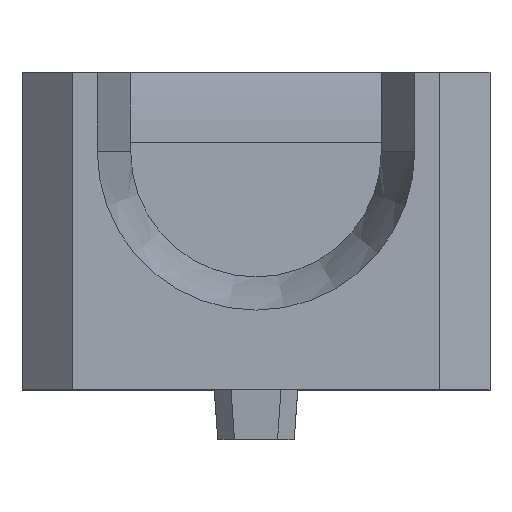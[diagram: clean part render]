
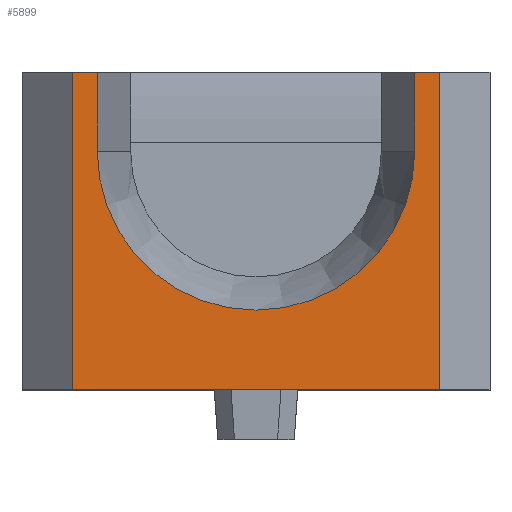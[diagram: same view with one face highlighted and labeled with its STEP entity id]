
A CAD part, top view. The second image highlights one B-rep face of the part: STEP entity #5899.
In plain terms, the highlighted planar face has unit normal (0, 0, 1).
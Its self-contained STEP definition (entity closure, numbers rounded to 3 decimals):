
#27 = EDGE_CURVE ( 'NONE', #7315, #5148, #7479, .T. ) ;
#63 = VECTOR ( 'NONE', #6350, 1000. ) ;
#76 = ORIENTED_EDGE ( 'NONE', *, *, #1723, .F. ) ;
#290 = DIRECTION ( 'NONE',  ( 0., 1., 0. ) ) ;
#374 = ORIENTED_EDGE ( 'NONE', *, *, #27, .T. ) ;
#551 = EDGE_CURVE ( 'NONE', #7315, #6379, #7240, .T. ) ;
#559 = VERTEX_POINT ( 'NONE', #2073 ) ;
#590 = DIRECTION ( 'NONE',  ( 0., 0., -1. ) ) ;
#707 = ORIENTED_EDGE ( 'NONE', *, *, #5434, .T. ) ;
#929 = DIRECTION ( 'NONE',  ( 1., 0., 0. ) ) ;
#1030 = VECTOR ( 'NONE', #290, 1000. ) ;
#1088 = DIRECTION ( 'NONE',  ( -1., 0., 0. ) ) ;
#1174 = CARTESIAN_POINT ( 'NONE',  ( 23.5, 18.975, 0. ) ) ;
#1200 = CARTESIAN_POINT ( 'NONE',  ( 3., 18.975, 0. ) ) ;
#1260 = CARTESIAN_POINT ( 'NONE',  ( 25., 18.975, 0. ) ) ;
#1404 = CARTESIAN_POINT ( 'NONE',  ( 23.5, 14.25, 0. ) ) ;
#1572 = VECTOR ( 'NONE', #929, 1000. ) ;
#1614 = CARTESIAN_POINT ( 'NONE',  ( 4.5, 18.975, 0. ) ) ;
#1723 = EDGE_CURVE ( 'NONE', #5530, #7502, #5527, .T. ) ;
#2037 = CARTESIAN_POINT ( 'NONE',  ( 0., 18.975, 0. ) ) ;
#2049 = DIRECTION ( 'NONE',  ( 1., 0., 0. ) ) ;
#2055 = LINE ( 'NONE', #3862, #2112 ) ;
#2073 = CARTESIAN_POINT ( 'NONE',  ( 4.5, 14.25, 0. ) ) ;
#2112 = VECTOR ( 'NONE', #3899, 1000. ) ;
#2354 = DIRECTION ( 'NONE',  ( 0., -1., 0. ) ) ;
#2360 = EDGE_CURVE ( 'NONE', #5148, #559, #3206, .T. ) ;
#2458 = CARTESIAN_POINT ( 'NONE',  ( 0., 0., 0. ) ) ;
#2594 = AXIS2_PLACEMENT_3D ( 'NONE', #7543, #590, #3417 ) ;
#2604 = VERTEX_POINT ( 'NONE', #3942 ) ;
#2867 = EDGE_CURVE ( 'NONE', #5530, #3887, #2055, .T. ) ;
#2931 = FACE_OUTER_BOUND ( 'NONE', #5171, .T. ) ;
#2992 = VECTOR ( 'NONE', #3074, 1000. ) ;
#3074 = DIRECTION ( 'NONE',  ( 1., 0., 0. ) ) ;
#3191 = CARTESIAN_POINT ( 'NONE',  ( 25., 18.975, 0. ) ) ;
#3206 = CIRCLE ( 'NONE', #2594, 9.5 ) ;
#3315 = CARTESIAN_POINT ( 'NONE',  ( 0., 18.975, 0. ) ) ;
#3377 = LINE ( 'NONE', #1614, #63 ) ;
#3417 = DIRECTION ( 'NONE',  ( -1., 0., 0. ) ) ;
#3862 = CARTESIAN_POINT ( 'NONE',  ( 3., 18.975, 0. ) ) ;
#3887 = VERTEX_POINT ( 'NONE', #4647 ) ;
#3899 = DIRECTION ( 'NONE',  ( 0., -1., 0. ) ) ;
#3942 = CARTESIAN_POINT ( 'NONE',  ( 25., 0., 0. ) ) ;
#4005 = CARTESIAN_POINT ( 'NONE',  ( 0., 18.975, 0. ) ) ;
#4154 = LINE ( 'NONE', #2458, #2992 ) ;
#4301 = LINE ( 'NONE', #3191, #1030 ) ;
#4405 = VECTOR ( 'NONE', #2049, 1000. ) ;
#4647 = CARTESIAN_POINT ( 'NONE',  ( 3., 0., 0. ) ) ;
#4711 = AXIS2_PLACEMENT_3D ( 'NONE', #4005, #6327, #1088 ) ;
#5046 = CARTESIAN_POINT ( 'NONE',  ( 4.5, 18.975, 0. ) ) ;
#5148 = VERTEX_POINT ( 'NONE', #1404 ) ;
#5171 = EDGE_LOOP ( 'NONE', ( #5211, #6996, #76, #7393, #5617, #707, #7443, #374 ) ) ;
#5210 = CARTESIAN_POINT ( 'NONE',  ( 23.5, 18.975, 0. ) ) ;
#5211 = ORIENTED_EDGE ( 'NONE', *, *, #2360, .T. ) ;
#5434 = EDGE_CURVE ( 'NONE', #2604, #6379, #4301, .T. ) ;
#5527 = LINE ( 'NONE', #3315, #4405 ) ;
#5530 = VERTEX_POINT ( 'NONE', #1200 ) ;
#5617 = ORIENTED_EDGE ( 'NONE', *, *, #5997, .T. ) ;
#5899 = ADVANCED_FACE ( 'NONE', ( #2931 ), #6907, .F. ) ;
#5997 = EDGE_CURVE ( 'NONE', #3887, #2604, #4154, .T. ) ;
#6327 = DIRECTION ( 'NONE',  ( 0., 0., -1. ) ) ;
#6350 = DIRECTION ( 'NONE',  ( 0., 1., 0. ) ) ;
#6379 = VERTEX_POINT ( 'NONE', #1260 ) ;
#6907 = PLANE ( 'NONE',  #4711 ) ;
#6996 = ORIENTED_EDGE ( 'NONE', *, *, #7241, .T. ) ;
#7240 = LINE ( 'NONE', #2037, #1572 ) ;
#7241 = EDGE_CURVE ( 'NONE', #559, #7502, #3377, .T. ) ;
#7266 = VECTOR ( 'NONE', #2354, 1000. ) ;
#7315 = VERTEX_POINT ( 'NONE', #5210 ) ;
#7393 = ORIENTED_EDGE ( 'NONE', *, *, #2867, .T. ) ;
#7443 = ORIENTED_EDGE ( 'NONE', *, *, #551, .F. ) ;
#7479 = LINE ( 'NONE', #1174, #7266 ) ;
#7502 = VERTEX_POINT ( 'NONE', #5046 ) ;
#7543 = CARTESIAN_POINT ( 'NONE',  ( 14., 14.25, 0. ) ) ;
